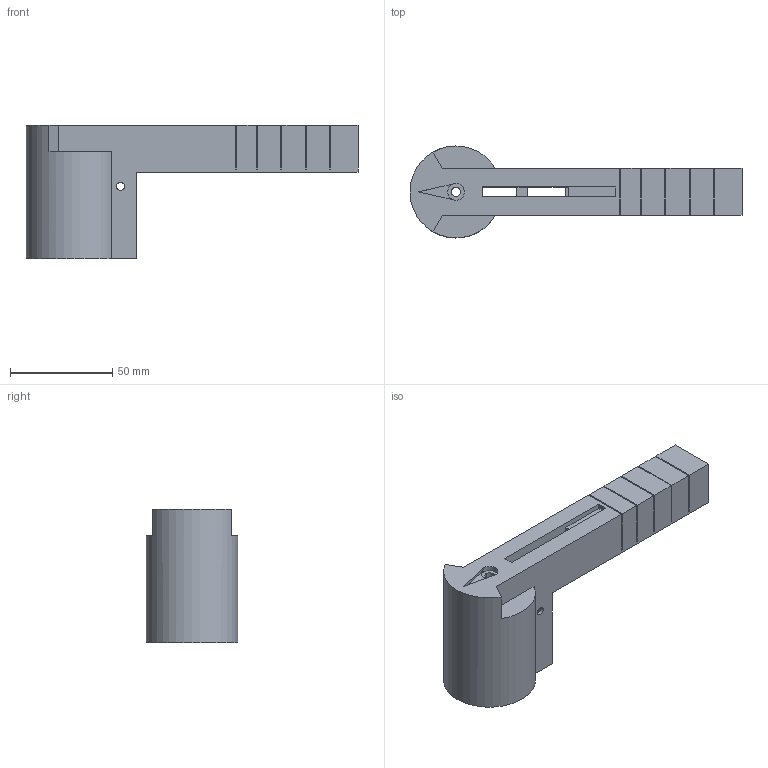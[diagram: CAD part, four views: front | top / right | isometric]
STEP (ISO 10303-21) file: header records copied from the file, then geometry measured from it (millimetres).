
FILE_DESCRIPTION (( 'STEP AP214' ), '1' );
FILE_NAME ('41994012.step', '2018-06-04T13:10:20', ( '' ), ( '' ), 'SwSTEP 2.0', 'SolidWorks 2017', '' );
FILE_SCHEMA (( 'AUTOMOTIVE_DESIGN' ));
Length unit declared in the file: inch
Products named in the file (1): 41994012
Bounding box: 162.5 x 45 x 65.5 mm (x, y, z)
Volume: 143696.7 mm3; surface area: 35814.3 mm2
Topology: 1 solids, 1 shells, 162 faces, 483 edges, 322 vertices
Faces by surface type: plane 142, cylinder 16, bspline 4
Entity records: 5566 total; most frequent: CARTESIAN_POINT 1064, ORIENTED_EDGE 966, DIRECTION 821, EDGE_CURVE 483, LINE 439, VECTOR 439, VERTEX_POINT 322, AXIS2_PLACEMENT_3D 191
